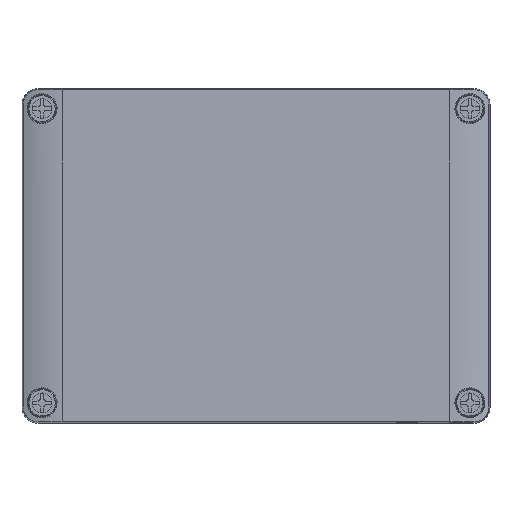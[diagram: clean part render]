
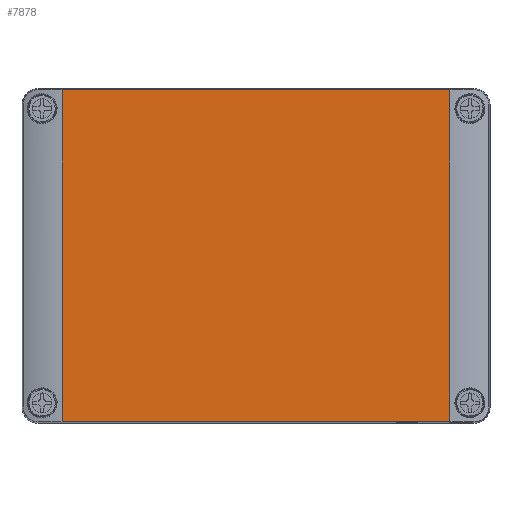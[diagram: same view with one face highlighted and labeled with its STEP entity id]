
A CAD part, top view. The second image highlights one B-rep face of the part: STEP entity #7878.
In plain terms, the highlighted planar face has unit normal (0, 0, 1).
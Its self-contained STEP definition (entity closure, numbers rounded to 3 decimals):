
#7858=AXIS2_PLACEMENT_3D('Plane Axis2P3D',#7855,#7856,#7857) ;
#7382=CARTESIAN_POINT('Vertex',(160.,0.436,75.)) ;
#7387=CARTESIAN_POINT('Line Origine',(87.5,0.436,75.)) ;
#7391=CARTESIAN_POINT('Vertex',(15.,0.436,75.)) ;
#7658=CARTESIAN_POINT('Vertex',(160.,124.564,75.)) ;
#7663=CARTESIAN_POINT('Line Origine',(160.,0.,75.)) ;
#7855=CARTESIAN_POINT('Axis2P3D Location',(15.,0.,75.)) ;
#7860=CARTESIAN_POINT('Line Origine',(87.5,124.564,75.)) ;
#7864=CARTESIAN_POINT('Vertex',(15.,124.564,75.)) ;
#7867=CARTESIAN_POINT('Line Origine',(15.,62.5,75.)) ;
#7388=DIRECTION('Vector Direction',(1.,0.,0.)) ;
#7664=DIRECTION('Vector Direction',(0.,1.,0.)) ;
#7856=DIRECTION('Axis2P3D Direction',(0.,0.,1.)) ;
#7857=DIRECTION('Axis2P3D XDirection',(1.,0.,0.)) ;
#7861=DIRECTION('Vector Direction',(1.,0.,0.)) ;
#7868=DIRECTION('Vector Direction',(0.,1.,0.)) ;
#7389=VECTOR('Line Direction',#7388,1.) ;
#7665=VECTOR('Line Direction',#7664,1.) ;
#7862=VECTOR('Line Direction',#7861,1.) ;
#7869=VECTOR('Line Direction',#7868,1.) ;
#7873=ORIENTED_EDGE('',*,*,#7667,.T.) ;
#7874=ORIENTED_EDGE('',*,*,#7866,.F.) ;
#7875=ORIENTED_EDGE('',*,*,#7871,.F.) ;
#7876=ORIENTED_EDGE('',*,*,#7393,.T.) ;
#7878=ADVANCED_FACE('DE-MPC_12-17-07\\MANIFOLD_SOLID_BREP #46771',(#7877),#7859,.T.) ;
#7393=EDGE_CURVE('',#7392,#7383,#7390,.T.) ;
#7667=EDGE_CURVE('',#7383,#7659,#7666,.T.) ;
#7866=EDGE_CURVE('',#7865,#7659,#7863,.T.) ;
#7871=EDGE_CURVE('',#7392,#7865,#7870,.T.) ;
#7872=EDGE_LOOP('',(#7873,#7874,#7875,#7876)) ;
#7877=FACE_OUTER_BOUND('',#7872,.T.) ;
#7390=LINE('Line',#7387,#7389) ;
#7666=LINE('Line',#7663,#7665) ;
#7863=LINE('Line',#7860,#7862) ;
#7870=LINE('Line',#7867,#7869) ;
#7859=PLANE('',#7858) ;
#7383=VERTEX_POINT('',#7382) ;
#7392=VERTEX_POINT('',#7391) ;
#7659=VERTEX_POINT('',#7658) ;
#7865=VERTEX_POINT('',#7864) ;
